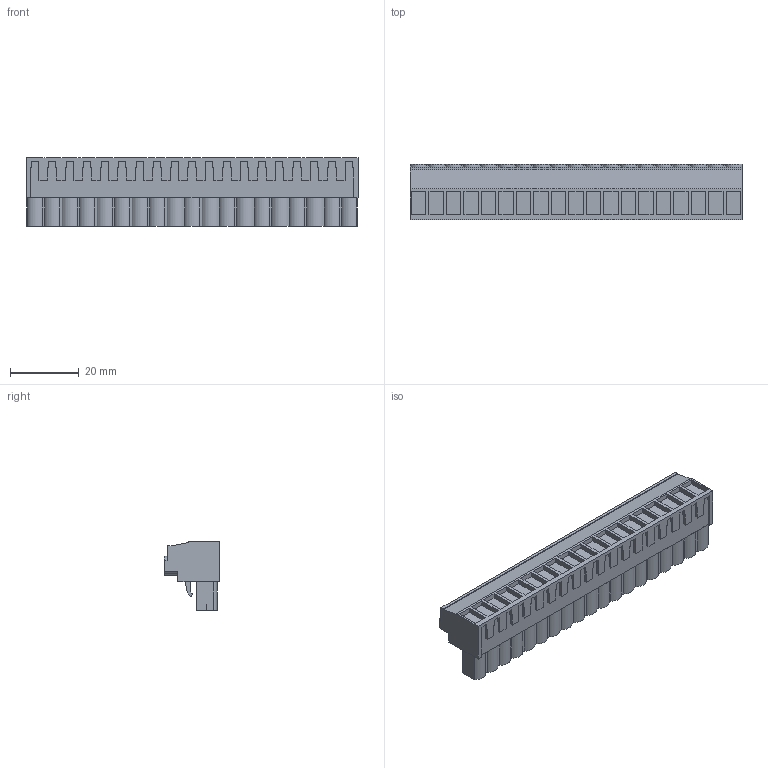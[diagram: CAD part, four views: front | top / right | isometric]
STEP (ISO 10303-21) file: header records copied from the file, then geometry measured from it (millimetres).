
FILE_DESCRIPTION(('CATIA V5 STEP','CAx-IF Rec.Pracs.--- Model Styling and Organization---1.2---2011-12-15'),'2;1');
FILE_NAME ('D1459883_0_1943750000_1943750000.stp','2017-05-20T10:42:23+00:00',('none'),('Weidmueller'),'CATIA Version 5-6 Release 2014','CATIA V5 STEP AP214','none');
FILE_SCHEMA(('AUTOMOTIVE_DESIGN { 1 0 10303 214 1 1 1 1 }'));
Length unit declared in the file: millimetre
Products named in the file (1): 1943750000
Bounding box: 96.52 x 16.1 x 20.05 mm (x, y, z)
Volume: 17932.8 mm3; surface area: 11193 mm2
Topology: 20 solids, 20 shells, 1256 faces, 3555 edges, 2416 vertices
Faces by surface type: plane 1081, cylinder 175
Entity records: 37193 total; most frequent: ORIENTED_EDGE 7110, CARTESIAN_POINT 6664, DIRECTION 4939, EDGE_CURVE 3555, VECTOR 3129, LINE 3129, VERTEX_POINT 2416, EDGE_LOOP 1333
